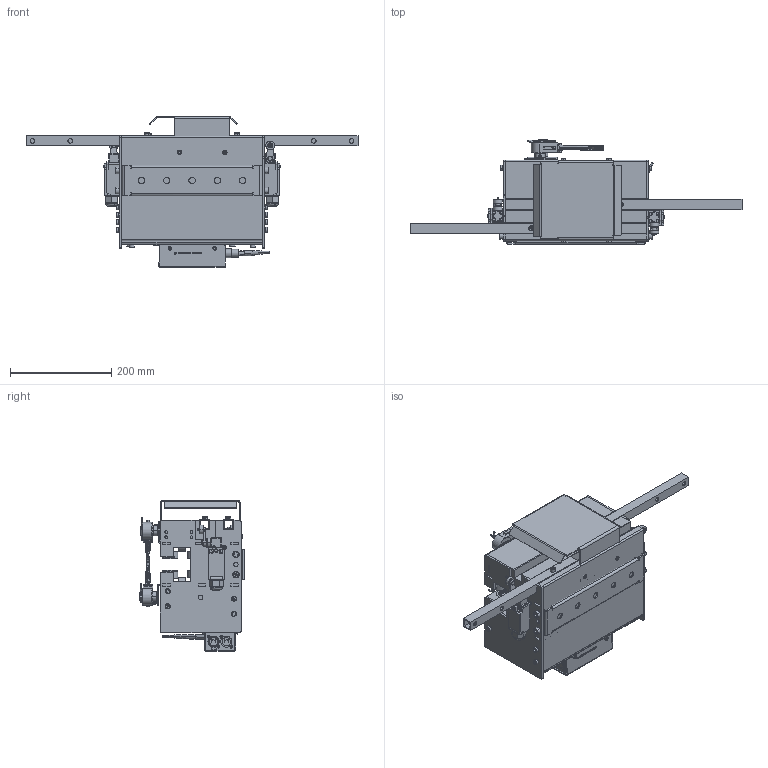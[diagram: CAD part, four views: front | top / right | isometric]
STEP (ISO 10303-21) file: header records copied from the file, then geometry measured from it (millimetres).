
FILE_DESCRIPTION (( 'STEP AP214' ), '1' );
FILE_NAME ('353.001.008_TrackRunner_FrictionWheel_Reduced.STEP', '2025-01-14T10:06:57', ( '' ), ( '' ), 'SwSTEP 2.0', 'SolidWorks 2023', '' );
FILE_SCHEMA (( 'AUTOMOTIVE_DESIGN' ));
Products named in the file (1): 353.001.008_TrackRunner_FrictionWheel_Reduced
Bounding box: 657 x 207.04 x 297.85 mm (x, y, z)
Surface area: 955004.7 mm2 (no closed solid volume)
Topology: 0 solids, 196 shells, 1973 faces, 6963 edges, 4987 vertices
Faces by surface type: plane 911, cylinder 776, torus 97, bspline 95, cone 78, sphere 16
Entity records: 82322 total; most frequent: CARTESIAN_POINT 24039, DIRECTION 12172, ORIENTED_EDGE 10708, EDGE_CURVE 6902, VERTEX_POINT 4987, AXIS2_PLACEMENT_3D 4270, VECTOR 3632, LINE 3632
